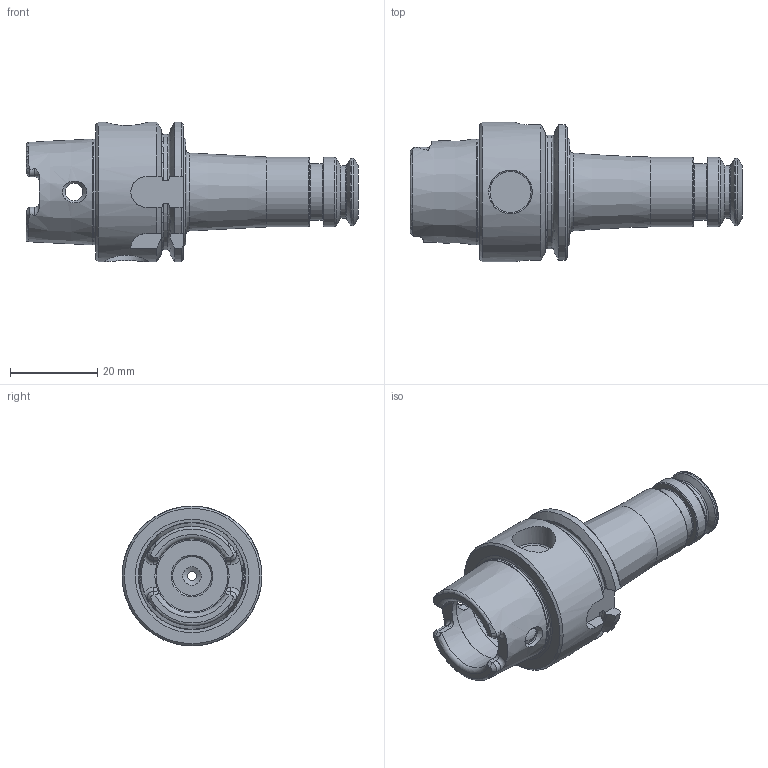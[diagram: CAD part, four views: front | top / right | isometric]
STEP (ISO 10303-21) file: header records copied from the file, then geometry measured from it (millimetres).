
FILE_DESCRIPTION( ( 'Unknown' ), '1' );
FILE_NAME( '253271020-B.stp', 'Unknown', ( 'Unknown' ), ( 'Unknown' ), 'PSStep 15.0.49', 'Unknown', ' ' );
FILE_SCHEMA( ( 'AUTOMOTIVE_DESIGN { 1 0 10303 214 1 1 1 1 }' ) );
Length unit declared in the file: millimetre
Products named in the file (2): 1; 2
Bounding box: 76 x 32 x 32 mm (x, y, z)
Volume: 21414.3 mm3; surface area: 11778.2 mm2
Topology: 2 solids, 2 shells, 163 faces, 412 edges, 260 vertices
Faces by surface type: plane 53, cylinder 42, cone 36, torus 32
Full cylindrical faces by diameter (mm): 2 x1, 4 x2, 4.2 x1, 6.188 x2, 8.917 x1, 9 x1, 9.7 x1, 10 x3, 11 x1, 12 x1, 13 x1, 15.5 x1, 16 x2, 17 x2, 20.5 x1, 24.129 x1, 32 x1
Entity records: 6474 total; most frequent: CARTESIAN_POINT 1667, DIRECTION 720, ORIENTED_EDGE 644, EDGE_CURVE 322, AXIS2_PLACEMENT_3D 311, EDGE_LOOP 245, VERTEX_POINT 238, FACE_OUTER_BOUND 206
